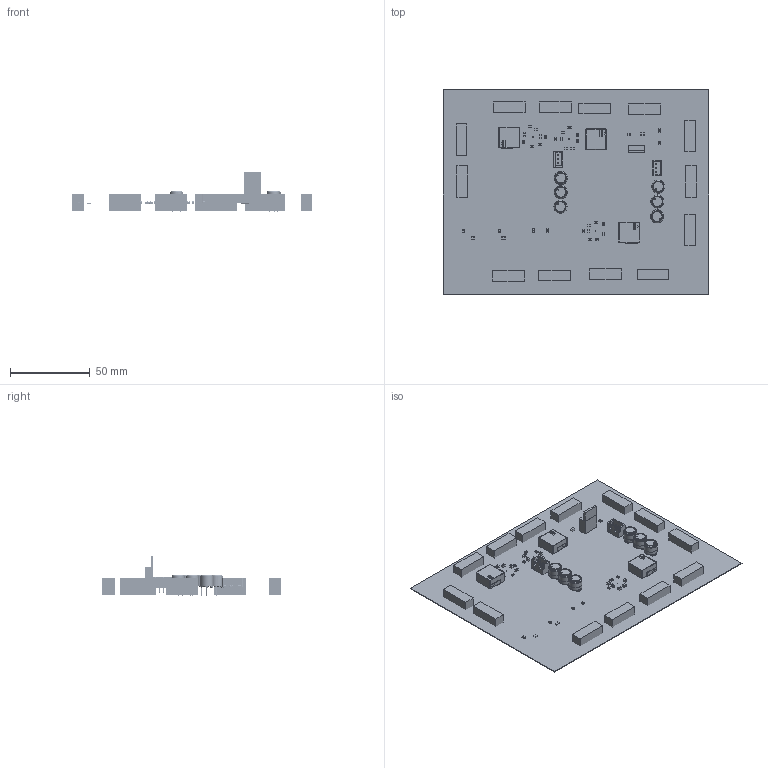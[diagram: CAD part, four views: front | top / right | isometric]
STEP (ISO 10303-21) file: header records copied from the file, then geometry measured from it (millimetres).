
FILE_DESCRIPTION(('Open CASCADE Model'),'2;1');
FILE_NAME('Open CASCADE Shape Model','2023-02-08T20:13:36',('Author'),( 'Open CASCADE'),'Open CASCADE STEP processor 7.5','Open CASCADE 7.5' ,'Unknown');
FILE_SCHEMA(('AUTOMOTIVE_DESIGN { 1 0 10303 214 1 1 1 1 }'));
Length unit declared in the file: millimetre
Products named in the file (115): PCB; Board; Open CASCADE STEP translator 7.5 6.1.1; J3; 7047575984; Extruded; J7; J15; U6; 6691747552; 6691747712; U3; 6111572432; U2; U1; R14; 6105881056; 6105881216; R13; Res_Vishay_CRCW0805100KFKEA_eec; body; pad; top; Vishay; R12; R11; Res_TE_Connectivity_RN73C2A2K49B_eec; 1; 2; c-1676162-2-bc-3d; TE connectivity Logo 1 (2); R10; R9; R8; R7; R6; R5; R4; R3; R2 ...
Assembly tree (199 placements, depth 4):
  PCB
    Board
      Open CASCADE STEP translator 7.5 6.1.1
    J3
      7047575984
        Extruded
    J7
      7047575984
        Extruded
    J15
      7047575984
        Extruded
    U6
      6691747552
        Extruded
      6691747712
        Extruded
    U3
      6111572432
        Extruded
    U2
      6111572432
        Extruded
    U1
      6111572432
        Extruded
    R14
      6105881056  x2
        Extruded
      6105881216
        Extruded
    R13
      Res_Vishay_CRCW0805100KFKEA_eec
        body
        pad  x2
        top  x2
        Vishay
    R12
      6105881216
        Extruded
      6105881056  x2
        Extruded
    R11
      Res_TE_Connectivity_RN73C2A2K49B_eec
        1
        2
        c-1676162-2-bc-3d
        TE connectivity Logo 1 (2)
    R10
      Res_Vishay_CRCW0805100KFKEA_eec
        body
        pad  x2
        top  x2
        Vishay
    R9
      Res_Vishay_CRCW0805100KFKEA_eec
        body
        pad  x2
        top  x2
        Vishay
Bounding box: 166.88 x 128.27 x 24.69 mm (x, y, z)
Volume: 32884.4 mm3; surface area: 64802.4 mm2
Topology: 359 solids, 359 shells, 6792 faces, 15176 edges, 8898 vertices
Faces by surface type: plane 3199, cylinder 2055, sphere 780, bspline 400, torus 334, cone 24
Full cylindrical faces by diameter (mm): 0.25 x30, 0.5 x6, 0.65 x12, 1.05 x12, 3.5 x6, 6.2 x6, 7.8 x6, 8.2 x6
Entity records: 42079 total; most frequent: CARTESIAN_POINT 10527, ORIENTED_EDGE 5538, DIRECTION 5320, EDGE_CURVE 2769, LINE 2046, VECTOR 2046, VERTEX_POINT 1770, AXIS2_PLACEMENT_3D 1637
